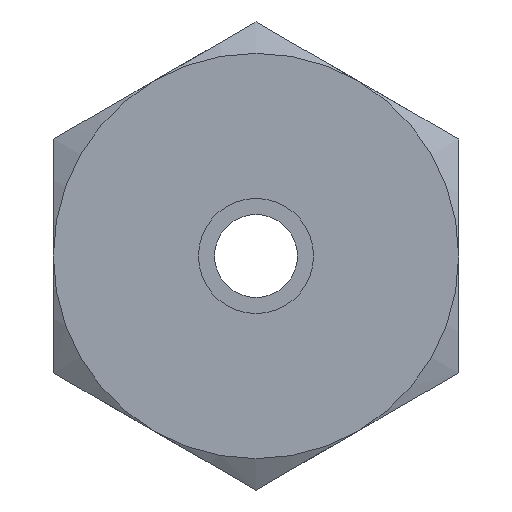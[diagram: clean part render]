
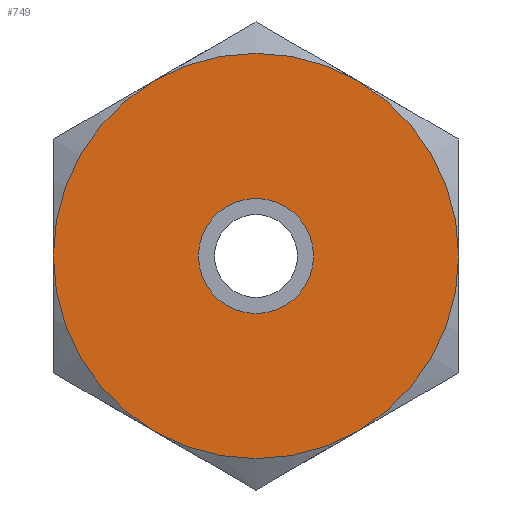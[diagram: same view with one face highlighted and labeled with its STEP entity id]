
A CAD part, left-side view. The second image highlights one B-rep face of the part: STEP entity #749.
In plain terms, the highlighted planar face has unit normal (-1, 0, 0).
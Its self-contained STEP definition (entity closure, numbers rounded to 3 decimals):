
#17=FACE_BOUND('',#175,.T.);
#43=CIRCLE('',#829,5.588);
#45=CIRCLE('',#833,1.588);
#119=FACE_OUTER_BOUND('',#174,.T.);
#174=EDGE_LOOP('',(#575));
#175=EDGE_LOOP('',(#576));
#332=VERTEX_POINT('',#1246);
#334=VERTEX_POINT('',#1253);
#416=EDGE_CURVE('',#332,#332,#43,.T.);
#418=EDGE_CURVE('',#334,#334,#45,.T.);
#575=ORIENTED_EDGE('',*,*,#416,.F.);
#576=ORIENTED_EDGE('',*,*,#418,.T.);
#718=PLANE('',#832);
#749=ADVANCED_FACE('',(#119,#17),#718,.T.);
#829=AXIS2_PLACEMENT_3D('',#1248,#966,#967);
#832=AXIS2_PLACEMENT_3D('',#1252,#972,#973);
#833=AXIS2_PLACEMENT_3D('',#1254,#974,#975);
#966=DIRECTION('center_axis',(1.,0.,0.));
#967=DIRECTION('ref_axis',(0.,0.,1.));
#972=DIRECTION('center_axis',(-1.,0.,0.));
#973=DIRECTION('ref_axis',(0.,1.,0.));
#974=DIRECTION('center_axis',(1.,0.,0.));
#975=DIRECTION('ref_axis',(0.,0.,-1.));
#1246=CARTESIAN_POINT('',(-29.972,0.,-5.588));
#1248=CARTESIAN_POINT('Origin',(-29.972,0.,0.));
#1252=CARTESIAN_POINT('Origin',(-29.972,0.,2.794));
#1253=CARTESIAN_POINT('',(-29.972,0.,1.588));
#1254=CARTESIAN_POINT('Origin',(-29.972,0.,0.));
